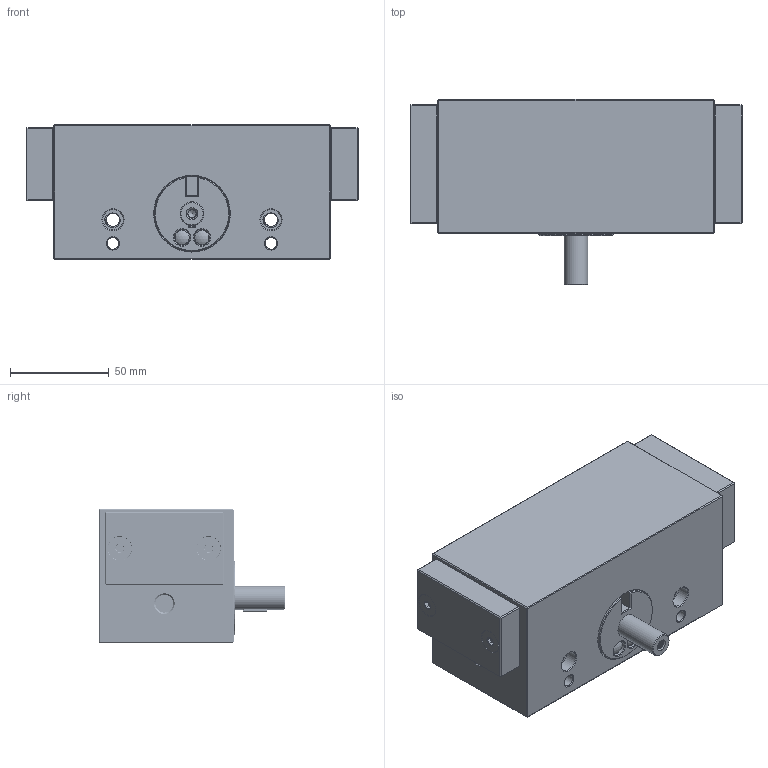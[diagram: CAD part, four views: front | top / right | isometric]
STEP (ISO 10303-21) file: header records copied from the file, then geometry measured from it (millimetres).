
FILE_DESCRIPTION(/* description */ (''),/* implementation_level */ '2;1');
FILE_NAME(/* name */ 'a88fec33-b9cc-411a-a390-2a975af757c0.stp',/* time_stamp */ '2020-11-20T08:59:39+00:00',/* author */ (''),/* organization */ (''),/* preprocessor_version */ 'ST-DEVELOPER v18.1',/* originating_system */ 'Autodesk Translation Framework v9.3.0.1241',/* authorisation */ '');
FILE_SCHEMA (('AUTOMOTIVE_DESIGN { 1 0 10303 214 3 1 1 }'));
Products named in the file (7): MD 32/180 S; Body_part_1; Body_part_2; Flat_head_screw_M6; Woodruff_key_4x5; Rod; Pin_8
Assembly tree (9 placements, depth 2):
  MD 32/180 S
    Body_part_1
    Body_part_2  x2
    Flat_head_screw_M6  x2
    Woodruff_key_4x5
    Rod
    Pin_8  x2
Bounding box: 168 x 94 x 68 mm (x, y, z)
Volume: 689382.3 mm3; surface area: 95283.9 mm2
Topology: 11 solids, 11 shells, 851 faces, 2256 edges, 1436 vertices
Faces by surface type: cylinder 538, plane 163, bspline 74, cone 66, sphere 8, torus 2
Full cylindrical faces by diameter (mm): 2 x1, 4.234 x9, 4.701 x44, 5.035 x20, 5.12 x3, 6 x54, 6.147 x12, 6.779 x26, 8 x4, 8.17 x17, 8.526 x14, 9.036 x30, 10.147 x32, 10.198 x16, 10.4 x4, 12 x5, 24 x1, 38 x2
Entity records: 54472 total; most frequent: CARTESIAN_POINT 39574, ORIENTED_EDGE 3612, DIRECTION 2183, EDGE_CURVE 1806, VERTEX_POINT 1158, B_SPLINE_CURVE_WITH_KNOTS 1051, AXIS2_PLACEMENT_3D 815, EDGE_LOOP 710
